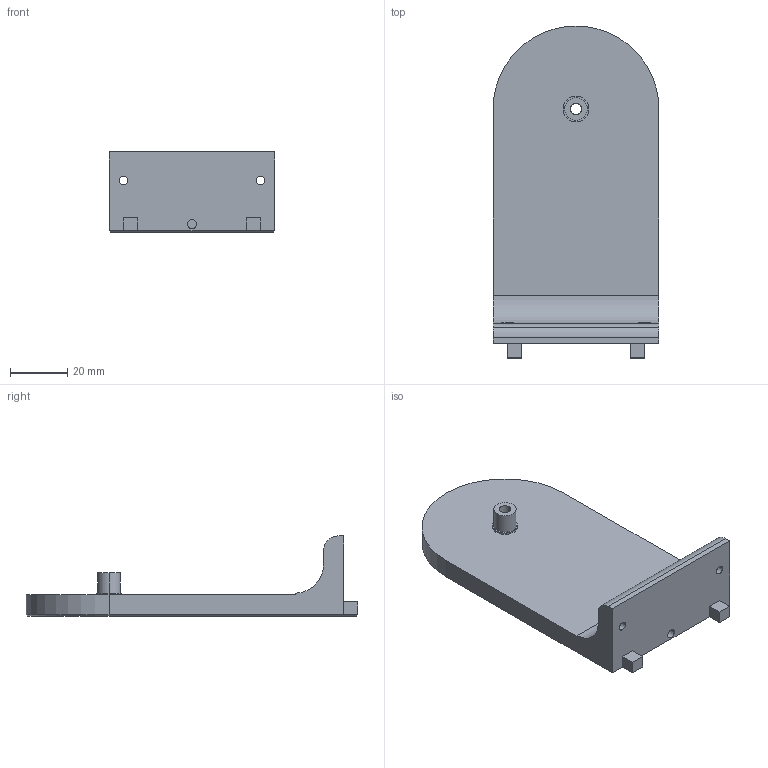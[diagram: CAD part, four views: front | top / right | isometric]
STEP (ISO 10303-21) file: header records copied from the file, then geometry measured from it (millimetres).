
FILE_DESCRIPTION (( 'STEP AP214' ), '1' );
FILE_NAME ('Idle Side Support.STEP', '2021-03-12T15:16:34', ( '' ), ( '' ), 'SwSTEP 2.0', 'SolidWorks 2019', '' );
FILE_SCHEMA (( 'AUTOMOTIVE_DESIGN' ));
Length unit declared in the file: millimetre
Products named in the file (1): Idle Side Support
Bounding box: 58 x 116 x 28 mm (x, y, z)
Volume: 55264.8 mm3; surface area: 17580.3 mm2
Topology: 1 solids, 1 shells, 62 faces, 150 edges, 96 vertices
Faces by surface type: plane 37, cylinder 24, cone 1
Entity records: 1909 total; most frequent: CARTESIAN_POINT 367, DIRECTION 321, ORIENTED_EDGE 300, EDGE_CURVE 150, AXIS2_PLACEMENT_3D 110, LINE 101, VECTOR 101, VERTEX_POINT 96
